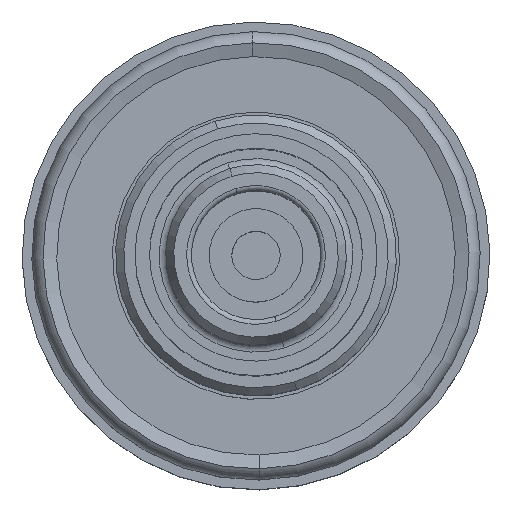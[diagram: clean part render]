
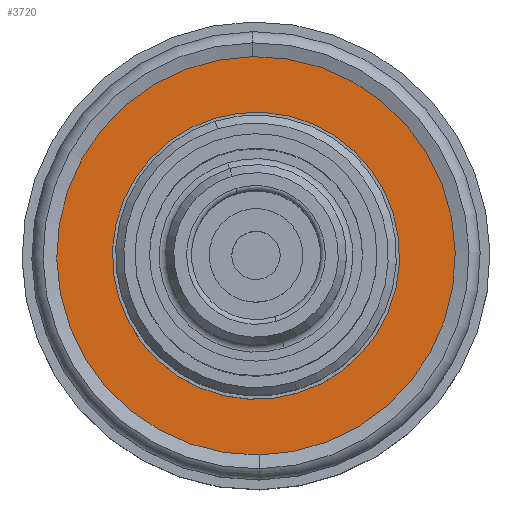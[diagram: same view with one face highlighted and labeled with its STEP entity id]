
A CAD part, top view. The second image highlights one B-rep face of the part: STEP entity #3720.
In plain terms, the highlighted planar face has unit normal (0, 0, 1).
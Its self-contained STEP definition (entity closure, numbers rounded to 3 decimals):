
#51 = AXIS2_PLACEMENT_3D ( 'NONE', #4658, #1694, #6093 ) ;
#351 = VERTEX_POINT ( 'NONE', #5014 ) ;
#506 = DIRECTION ( 'NONE',  ( 0., 0., 1. ) ) ;
#583 = FACE_OUTER_BOUND ( 'NONE', #6083, .T. ) ;
#683 = AXIS2_PLACEMENT_3D ( 'NONE', #2391, #506, #3906 ) ;
#760 = DIRECTION ( 'NONE',  ( 0., 0., 1. ) ) ;
#853 = CIRCLE ( 'NONE', #2960, 6.5 ) ;
#1184 = EDGE_CURVE ( 'NONE', #351, #3704, #3961, .T. ) ;
#1380 = ORIENTED_EDGE ( 'NONE', *, *, #1184, .F. ) ;
#1694 = DIRECTION ( 'NONE',  ( 0., 0., 1. ) ) ;
#1751 = DIRECTION ( 'NONE',  ( 0., 1., 0. ) ) ;
#1935 = AXIS2_PLACEMENT_3D ( 'NONE', #2257, #3740, #6163 ) ;
#2234 = CARTESIAN_POINT ( 'NONE',  ( 0., 0., 0. ) ) ;
#2257 = CARTESIAN_POINT ( 'NONE',  ( 0., 0., 0. ) ) ;
#2391 = CARTESIAN_POINT ( 'NONE',  ( 0., 0., 0. ) ) ;
#2668 = ORIENTED_EDGE ( 'NONE', *, *, #3665, .F. ) ;
#2742 = CIRCLE ( 'NONE', #1935, 6.5 ) ;
#2833 = FACE_BOUND ( 'NONE', #5587, .T. ) ;
#2960 = AXIS2_PLACEMENT_3D ( 'NONE', #3213, #3259, #6141 ) ;
#3213 = CARTESIAN_POINT ( 'NONE',  ( 0., 0., 0. ) ) ;
#3221 = CIRCLE ( 'NONE', #3430, 4.45 ) ;
#3259 = DIRECTION ( 'NONE',  ( 0., 0., 1. ) ) ;
#3430 = AXIS2_PLACEMENT_3D ( 'NONE', #2234, #760, #1751 ) ;
#3560 = VERTEX_POINT ( 'NONE', #5906 ) ;
#3665 = EDGE_CURVE ( 'NONE', #3704, #351, #3221, .T. ) ;
#3666 = PLANE ( 'NONE',  #51 ) ;
#3704 = VERTEX_POINT ( 'NONE', #4167 ) ;
#3720 = ADVANCED_FACE ( 'NONE', ( #583, #2833 ), #3666, .T. ) ;
#3740 = DIRECTION ( 'NONE',  ( 0., 0., 1. ) ) ;
#3906 = DIRECTION ( 'NONE',  ( 0., 1., 0. ) ) ;
#3961 = CIRCLE ( 'NONE', #683, 4.45 ) ;
#4167 = CARTESIAN_POINT ( 'NONE',  ( 1.296, -4.257, 0. ) ) ;
#4308 = EDGE_CURVE ( 'NONE', #3560, #5087, #2742, .T. ) ;
#4469 = CARTESIAN_POINT ( 'NONE',  ( 0.105, -6.499, 0. ) ) ;
#4658 = CARTESIAN_POINT ( 'NONE',  ( -4.45, 0., 0. ) ) ;
#4698 = ORIENTED_EDGE ( 'NONE', *, *, #5602, .T. ) ;
#5014 = CARTESIAN_POINT ( 'NONE',  ( -1.296, 4.257, 0. ) ) ;
#5087 = VERTEX_POINT ( 'NONE', #4469 ) ;
#5446 = ORIENTED_EDGE ( 'NONE', *, *, #4308, .T. ) ;
#5587 = EDGE_LOOP ( 'NONE', ( #1380, #2668 ) ) ;
#5602 = EDGE_CURVE ( 'NONE', #5087, #3560, #853, .T. ) ;
#5906 = CARTESIAN_POINT ( 'NONE',  ( -0.105, 6.499, 0. ) ) ;
#6083 = EDGE_LOOP ( 'NONE', ( #5446, #4698 ) ) ;
#6093 = DIRECTION ( 'NONE',  ( 0., 1., 0. ) ) ;
#6141 = DIRECTION ( 'NONE',  ( 0., 1., 0. ) ) ;
#6163 = DIRECTION ( 'NONE',  ( 0., 1., 0. ) ) ;
